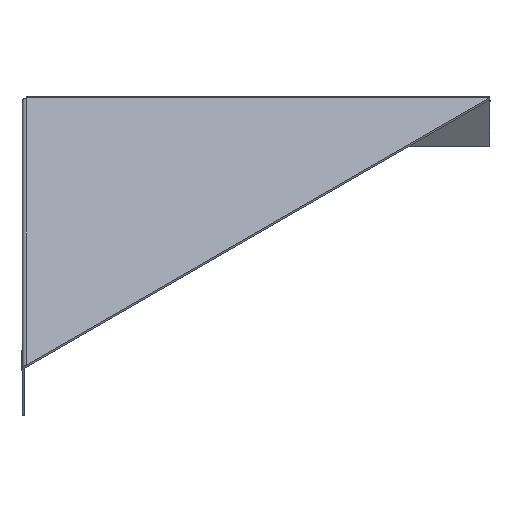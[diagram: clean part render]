
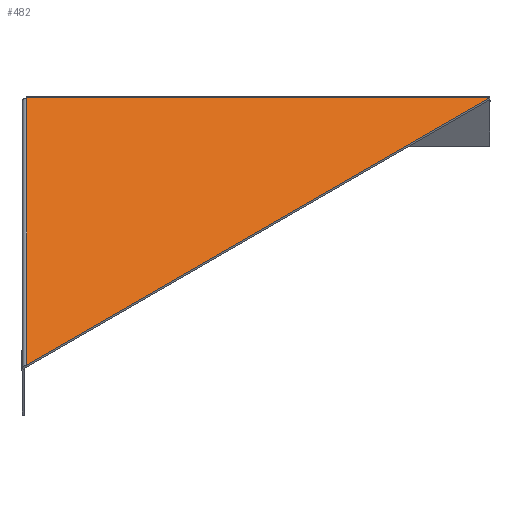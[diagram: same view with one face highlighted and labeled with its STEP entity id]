
A CAD part, isometric view. The second image highlights one B-rep face of the part: STEP entity #482.
In plain terms, the highlighted planar face has unit normal (0, 0, 1).
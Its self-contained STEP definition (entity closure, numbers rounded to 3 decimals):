
#42=PLANE('',#552);
#69=FACE_OUTER_BOUND('',#108,.T.);
#108=EDGE_LOOP('',(#415,#416,#417));
#116=LINE('',#732,#155);
#132=LINE('',#772,#171);
#146=LINE('',#805,#185);
#155=VECTOR('',#602,10.);
#171=VECTOR('',#644,10.);
#185=VECTOR('',#682,10.);
#221=VERTEX_POINT('',#729);
#222=VERTEX_POINT('',#731);
#233=VERTEX_POINT('',#770);
#261=EDGE_CURVE('',#221,#222,#116,.T.);
#281=EDGE_CURVE('',#233,#221,#132,.T.);
#298=EDGE_CURVE('',#222,#233,#146,.T.);
#415=ORIENTED_EDGE('',*,*,#298,.F.);
#416=ORIENTED_EDGE('',*,*,#261,.F.);
#417=ORIENTED_EDGE('',*,*,#281,.F.);
#482=ADVANCED_FACE('',(#69),#42,.T.);
#552=AXIS2_PLACEMENT_3D('',#808,#686,#687);
#602=DIRECTION('',(0.707,-0.707,0.));
#644=DIRECTION('',(0.707,0.707,0.));
#682=DIRECTION('',(-1.,0.,0.));
#686=DIRECTION('center_axis',(0.,0.,1.));
#687=DIRECTION('ref_axis',(1.,0.,0.));
#729=CARTESIAN_POINT('',(0.,134.,1.));
#731=CARTESIAN_POINT('',(134.,0.,1.));
#732=CARTESIAN_POINT('',(134.,0.,1.));
#770=CARTESIAN_POINT('',(-134.,0.,1.));
#772=CARTESIAN_POINT('',(0.,134.,1.));
#805=CARTESIAN_POINT('',(-134.,0.,1.));
#808=CARTESIAN_POINT('Origin',(0.,39.248,1.));
